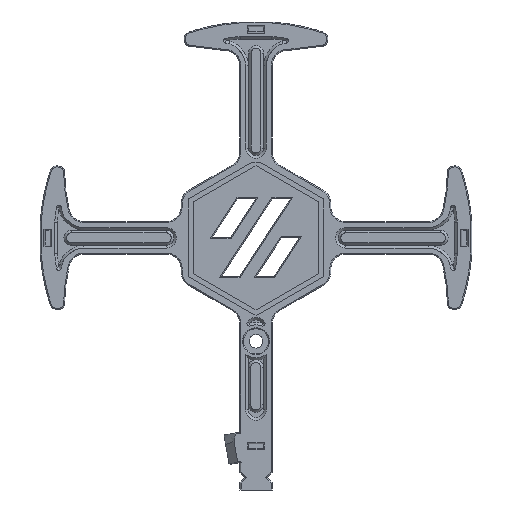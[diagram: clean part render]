
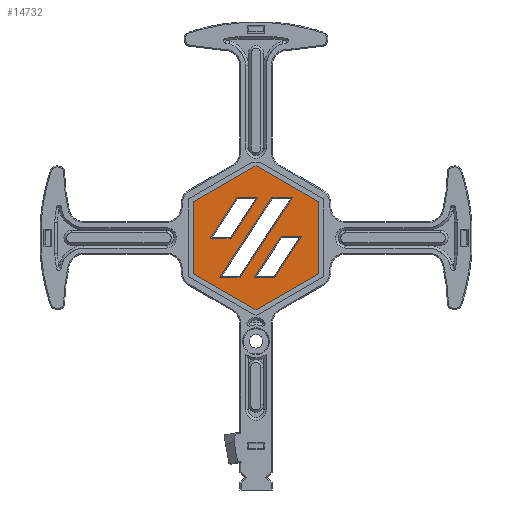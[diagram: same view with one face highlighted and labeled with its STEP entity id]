
A CAD part, left-side view. The second image highlights one B-rep face of the part: STEP entity #14732.
In plain terms, the highlighted planar face has unit normal (-1, 0, 0).
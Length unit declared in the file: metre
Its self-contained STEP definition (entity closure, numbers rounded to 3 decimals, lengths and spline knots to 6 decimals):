
#4529=ORIENTED_EDGE('',*,*,#7635,.F.);
#4530=ORIENTED_EDGE('',*,*,#7636,.F.);
#4531=ORIENTED_EDGE('',*,*,#7637,.F.);
#4532=ORIENTED_EDGE('',*,*,#7638,.F.);
#4533=ORIENTED_EDGE('',*,*,#7623,.F.);
#4534=ORIENTED_EDGE('',*,*,#7619,.F.);
#4535=ORIENTED_EDGE('',*,*,#7616,.F.);
#4536=ORIENTED_EDGE('',*,*,#7621,.F.);
#4537=ORIENTED_EDGE('',*,*,#7634,.F.);
#4538=ORIENTED_EDGE('',*,*,#7630,.F.);
#4539=ORIENTED_EDGE('',*,*,#7627,.F.);
#4540=ORIENTED_EDGE('',*,*,#7632,.F.);
#4541=ORIENTED_EDGE('',*,*,#7272,.T.);
#4542=ORIENTED_EDGE('',*,*,#7261,.T.);
#4543=ORIENTED_EDGE('',*,*,#7264,.T.);
#4544=ORIENTED_EDGE('',*,*,#7266,.T.);
#4545=ORIENTED_EDGE('',*,*,#7268,.T.);
#4546=ORIENTED_EDGE('',*,*,#7270,.T.);
#7261=EDGE_CURVE('',#9080,#9081,#10187,.T.);
#7264=EDGE_CURVE('',#9081,#9082,#10190,.T.);
#7266=EDGE_CURVE('',#9082,#9083,#10192,.T.);
#7268=EDGE_CURVE('',#9083,#9084,#10194,.T.);
#7270=EDGE_CURVE('',#9084,#9085,#10196,.T.);
#7272=EDGE_CURVE('',#9085,#9080,#10198,.T.);
#7616=EDGE_CURVE('',#9294,#9295,#10398,.T.);
#7619=EDGE_CURVE('',#9295,#9296,#10401,.T.);
#7621=EDGE_CURVE('',#9297,#9294,#10403,.T.);
#7623=EDGE_CURVE('',#9296,#9297,#10405,.T.);
#7627=EDGE_CURVE('',#9299,#9300,#10409,.T.);
#7630=EDGE_CURVE('',#9300,#9301,#10412,.T.);
#7632=EDGE_CURVE('',#9302,#9299,#10414,.T.);
#7634=EDGE_CURVE('',#9301,#9302,#10416,.T.);
#7635=EDGE_CURVE('',#9303,#9304,#10417,.T.);
#7636=EDGE_CURVE('',#9305,#9303,#10418,.T.);
#7637=EDGE_CURVE('',#9306,#9305,#10419,.T.);
#7638=EDGE_CURVE('',#9304,#9306,#10420,.T.);
#9080=VERTEX_POINT('',#26872);
#9081=VERTEX_POINT('',#26873);
#9082=VERTEX_POINT('',#26878);
#9083=VERTEX_POINT('',#26882);
#9084=VERTEX_POINT('',#26886);
#9085=VERTEX_POINT('',#26890);
#9294=VERTEX_POINT('',#28343);
#9295=VERTEX_POINT('',#28344);
#9296=VERTEX_POINT('',#28349);
#9297=VERTEX_POINT('',#28353);
#9299=VERTEX_POINT('',#28365);
#9300=VERTEX_POINT('',#28366);
#9301=VERTEX_POINT('',#28371);
#9302=VERTEX_POINT('',#28375);
#9303=VERTEX_POINT('',#28381);
#9304=VERTEX_POINT('',#28382);
#9305=VERTEX_POINT('',#28384);
#9306=VERTEX_POINT('',#28386);
#10187=LINE('',#26871,#11345);
#10190=LINE('',#26877,#11348);
#10192=LINE('',#26881,#11350);
#10194=LINE('',#26885,#11352);
#10196=LINE('',#26889,#11354);
#10198=LINE('',#26893,#11356);
#10398=LINE('',#28342,#11556);
#10401=LINE('',#28348,#11559);
#10403=LINE('',#28352,#11561);
#10405=LINE('',#28356,#11563);
#10409=LINE('',#28364,#11567);
#10412=LINE('',#28370,#11570);
#10414=LINE('',#28374,#11572);
#10416=LINE('',#28378,#11574);
#10417=LINE('',#28380,#11575);
#10418=LINE('',#28383,#11576);
#10419=LINE('',#28385,#11577);
#10420=LINE('',#28387,#11578);
#11345=VECTOR('',#18648,1.);
#11348=VECTOR('',#18653,1.);
#11350=VECTOR('',#18657,1.);
#11352=VECTOR('',#18661,1.);
#11354=VECTOR('',#18665,1.);
#11356=VECTOR('',#18669,1.);
#11556=VECTOR('',#19235,1.);
#11559=VECTOR('',#19240,1.);
#11561=VECTOR('',#19244,1.);
#11563=VECTOR('',#19248,1.);
#11567=VECTOR('',#19258,1.);
#11570=VECTOR('',#19263,1.);
#11572=VECTOR('',#19267,1.);
#11574=VECTOR('',#19271,1.);
#11575=VECTOR('',#19274,1.);
#11576=VECTOR('',#19275,1.);
#11577=VECTOR('',#19276,1.);
#11578=VECTOR('',#19277,1.);
#12529=EDGE_LOOP('',(#4529,#4530,#4531,#4532));
#12530=EDGE_LOOP('',(#4533,#4534,#4535,#4536));
#12531=EDGE_LOOP('',(#4537,#4538,#4539,#4540));
#12532=EDGE_LOOP('',(#4541,#4542,#4543,#4544,#4545,#4546));
#13455=FACE_BOUND('',#12529,.T.);
#13456=FACE_BOUND('',#12530,.T.);
#13457=FACE_BOUND('',#12531,.T.);
#13458=FACE_BOUND('',#12532,.T.);
#14042=PLANE('',#16039);
#14732=ADVANCED_FACE('',(#13455,#13456,#13457,#13458),#14042,.T.);
#16039=AXIS2_PLACEMENT_3D('',#28379,#19272,#19273);
#18648=DIRECTION('',(0.,0.,1.));
#18653=DIRECTION('',(0.,0.866,0.5));
#18657=DIRECTION('',(0.,0.866,-0.5));
#18661=DIRECTION('',(0.,0.,-1.));
#18665=DIRECTION('',(0.,-0.866,-0.5));
#18669=DIRECTION('',(0.,-0.866,0.5));
#19235=DIRECTION('',(0.,-1.,0.));
#19240=DIRECTION('',(0.,-0.548,0.836));
#19244=DIRECTION('',(0.,0.547,-0.837));
#19248=DIRECTION('',(0.,1.,0.));
#19258=DIRECTION('',(0.,1.,0.));
#19263=DIRECTION('',(0.,0.543,-0.839));
#19267=DIRECTION('',(0.,-0.544,0.839));
#19271=DIRECTION('',(0.,-1.,0.));
#19272=DIRECTION('',(-1.,0.,0.));
#19273=DIRECTION('',(0.,-1.,0.));
#19274=DIRECTION('',(0.,-0.547,0.837));
#19275=DIRECTION('',(0.,-1.,0.));
#19276=DIRECTION('',(0.,0.547,-0.837));
#19277=DIRECTION('',(0.,1.,0.));
#26871=CARTESIAN_POINT('',(-0.235222,-0.145542,0.034841));
#26872=CARTESIAN_POINT('',(-0.235222,-0.145542,0.061907));
#26873=CARTESIAN_POINT('',(-0.235222,-0.145542,0.090775));
#26877=CARTESIAN_POINT('',(-0.235222,-0.148124,0.089284));
#26878=CARTESIAN_POINT('',(-0.235222,-0.120542,0.105209));
#26881=CARTESIAN_POINT('',(-0.235222,-0.087184,0.08595));
#26882=CARTESIAN_POINT('',(-0.235222,-0.095542,0.090775));
#26885=CARTESIAN_POINT('',(-0.235222,-0.095542,0.034841));
#26886=CARTESIAN_POINT('',(-0.235222,-0.095542,0.061907));
#26889=CARTESIAN_POINT('',(-0.235222,-0.123124,0.045983));
#26890=CARTESIAN_POINT('',(-0.235222,-0.120542,0.047474));
#26893=CARTESIAN_POINT('',(-0.235222,-0.112184,0.042648));
#28342=CARTESIAN_POINT('',(-0.235222,-0.12417,0.060316));
#28343=CARTESIAN_POINT('',(-0.235222,-0.105915,0.060316));
#28344=CARTESIAN_POINT('',(-0.235222,-0.114144,0.060316));
#28348=CARTESIAN_POINT('',(-0.235222,-0.128538,0.082277));
#28349=CARTESIAN_POINT('',(-0.235222,-0.135215,0.092463));
#28352=CARTESIAN_POINT('',(-0.235222,-0.111396,0.068715));
#28353=CARTESIAN_POINT('',(-0.235222,-0.126895,0.092463));
#28356=CARTESIAN_POINT('',(-0.235222,-0.116834,0.092463));
#28364=CARTESIAN_POINT('',(-0.235222,-0.116834,0.092463));
#28365=CARTESIAN_POINT('',(-0.235222,-0.121277,0.092463));
#28366=CARTESIAN_POINT('',(-0.235222,-0.112909,0.092463));
#28370=CARTESIAN_POINT('',(-0.235222,-0.10464,0.079691));
#28371=CARTESIAN_POINT('',(-0.235222,-0.102212,0.075941));
#28374=CARTESIAN_POINT('',(-0.235222,-0.11672,0.085427));
#28375=CARTESIAN_POINT('',(-0.235222,-0.110577,0.075941));
#28378=CARTESIAN_POINT('',(-0.235222,-0.115451,0.075941));
#28379=CARTESIAN_POINT('',(-0.235222,-0.116692,0.034841));
#28380=CARTESIAN_POINT('',(-0.235222,-0.135168,0.071276));
#28381=CARTESIAN_POINT('',(-0.235222,-0.128015,0.060316));
#28382=CARTESIAN_POINT('',(-0.235222,-0.138767,0.07679));
#28383=CARTESIAN_POINT('',(-0.235222,-0.12417,0.060316));
#28384=CARTESIAN_POINT('',(-0.235222,-0.119815,0.060316));
#28385=CARTESIAN_POINT('',(-0.235222,-0.123222,0.065532));
#28386=CARTESIAN_POINT('',(-0.235222,-0.130577,0.07679));
#28387=CARTESIAN_POINT('',(-0.235222,-0.125667,0.07679));
